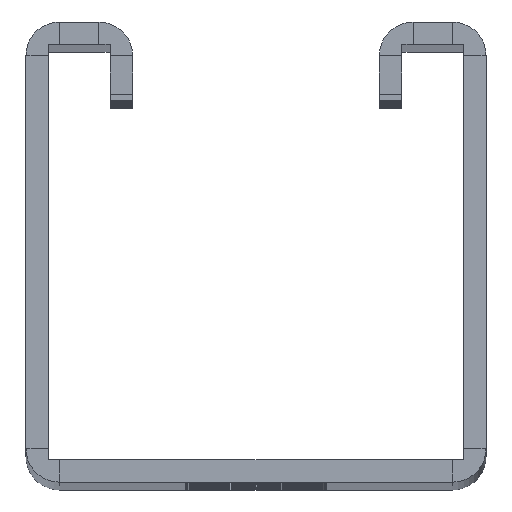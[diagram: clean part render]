
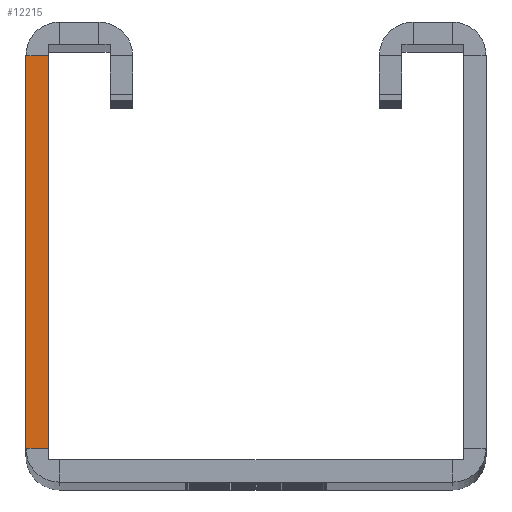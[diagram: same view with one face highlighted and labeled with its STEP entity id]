
A CAD part, top view. The second image highlights one B-rep face of the part: STEP entity #12215.
In plain terms, the highlighted planar face has unit normal (0, 0, 1).
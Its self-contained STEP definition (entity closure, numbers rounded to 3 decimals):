
#1626 = VERTEX_POINT ( 'NONE', #6696 ) ;
#2940 = DIRECTION ( 'NONE',  ( 0., 1., 0. ) ) ;
#3216 = CARTESIAN_POINT ( 'NONE',  ( -20.5, 3., 0. ) ) ;
#3950 = LINE ( 'NONE', #5123, #4576 ) ;
#4576 = VECTOR ( 'NONE', #2940, 1000. ) ;
#4879 = ORIENTED_EDGE ( 'NONE', *, *, #12042, .T. ) ;
#5123 = CARTESIAN_POINT ( 'NONE',  ( -18.5, 0., 0. ) ) ;
#5222 = CARTESIAN_POINT ( 'NONE',  ( -18.5, 38., 0. ) ) ;
#6696 = CARTESIAN_POINT ( 'NONE',  ( -18.5, 38., 0. ) ) ;
#7923 = VERTEX_POINT ( 'NONE', #15837 ) ;
#9359 = DIRECTION ( 'NONE',  ( 0., 0., 1. ) ) ;
#9901 = VECTOR ( 'NONE', #19173, 1000. ) ;
#11370 = PLANE ( 'NONE',  #15239 ) ;
#11933 = DIRECTION ( 'NONE',  ( 0., 1., 0. ) ) ;
#12042 = EDGE_CURVE ( 'NONE', #7923, #1626, #3950, .T. ) ;
#12215 = ADVANCED_FACE ( 'NONE', ( #15160 ), #11370, .T. ) ;
#13213 = DIRECTION ( 'NONE',  ( -1., 0., 0. ) ) ;
#13923 = ORIENTED_EDGE ( 'NONE', *, *, #20870, .T. ) ;
#14155 = ORIENTED_EDGE ( 'NONE', *, *, #22798, .T. ) ;
#14671 = EDGE_CURVE ( 'NONE', #22253, #19896, #20918, .T. ) ;
#15160 = FACE_OUTER_BOUND ( 'NONE', #22040, .T. ) ;
#15239 = AXIS2_PLACEMENT_3D ( 'NONE', #21313, #9359, #25304 ) ;
#15837 = CARTESIAN_POINT ( 'NONE',  ( -18.5, 3., 0. ) ) ;
#16096 = ORIENTED_EDGE ( 'NONE', *, *, #14671, .F. ) ;
#16231 = VECTOR ( 'NONE', #11933, 1000. ) ;
#17983 = CARTESIAN_POINT ( 'NONE',  ( -20.5, 0., 0. ) ) ;
#19173 = DIRECTION ( 'NONE',  ( 1., 0., 0. ) ) ;
#19896 = VERTEX_POINT ( 'NONE', #25557 ) ;
#20205 = LINE ( 'NONE', #5222, #23591 ) ;
#20870 = EDGE_CURVE ( 'NONE', #1626, #19896, #20205, .T. ) ;
#20918 = LINE ( 'NONE', #17983, #16231 ) ;
#21313 = CARTESIAN_POINT ( 'NONE',  ( -17.5, 2., 0. ) ) ;
#22040 = EDGE_LOOP ( 'NONE', ( #16096, #14155, #4879, #13923 ) ) ;
#22253 = VERTEX_POINT ( 'NONE', #24116 ) ;
#22798 = EDGE_CURVE ( 'NONE', #22253, #7923, #23316, .T. ) ;
#23316 = LINE ( 'NONE', #3216, #9901 ) ;
#23591 = VECTOR ( 'NONE', #13213, 1000. ) ;
#24116 = CARTESIAN_POINT ( 'NONE',  ( -20.5, 3., 0. ) ) ;
#25304 = DIRECTION ( 'NONE',  ( 1., 0., 0. ) ) ;
#25557 = CARTESIAN_POINT ( 'NONE',  ( -20.5, 38., 0. ) ) ;
